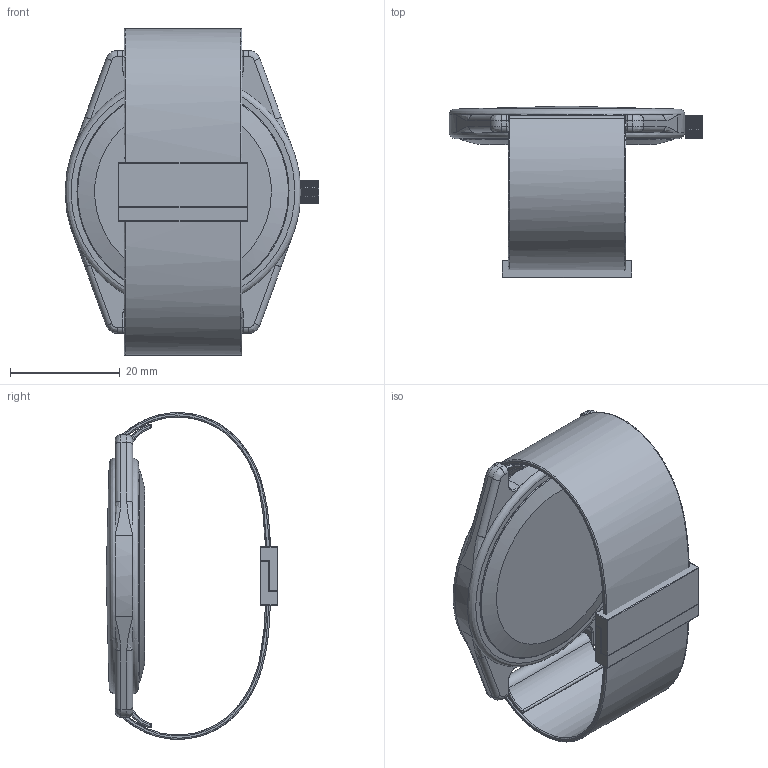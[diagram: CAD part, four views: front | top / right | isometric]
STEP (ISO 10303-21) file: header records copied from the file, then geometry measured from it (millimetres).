
FILE_DESCRIPTION(('FreeCAD Model'),'2;1');
FILE_NAME('Open CASCADE Shape Model','2025-04-27T16:49:08',('FreeCAD'),( 'FreeCAD'),'Open CASCADE STEP processor 7.6','FreeCAD','Unknown');
FILE_SCHEMA(('AUTOMOTIVE_DESIGN { 1 0 10303 214 1 1 1 1 }'));
Products named in the file (1): Open CASCADE STEP translator 7.6 1
Bounding box: 46.19 x 31.25 x 59.5 mm (x, y, z)
Volume: 9967.7 mm3; surface area: 20874.9 mm2
Topology: 25 solids, 25 shells, 5087 faces, 11288 edges, 6416 vertices
Faces by surface type: bspline 5087
Entity records: 184967 total; most frequent: CARTESIAN_POINT 114318, ORIENTED_EDGE 22544, EDGE_CURVE 11272, B_SPLINE_CURVE_WITH_KNOTS 10575, VERTEX_POINT 6416, FACE_BOUND 5278, EDGE_LOOP 5278, ADVANCED_FACE 5087
